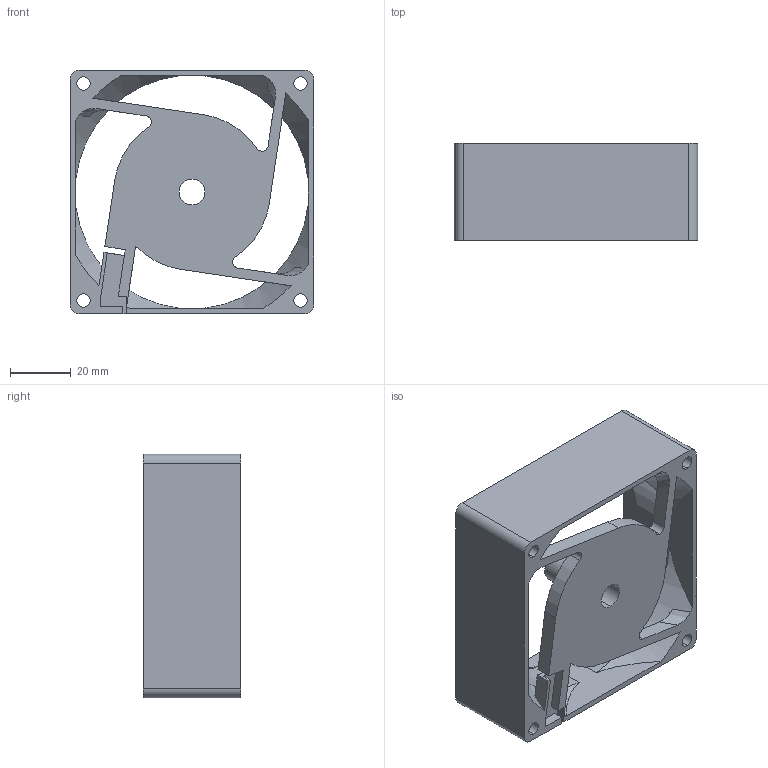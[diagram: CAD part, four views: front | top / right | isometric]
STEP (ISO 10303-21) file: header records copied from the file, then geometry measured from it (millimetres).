
FILE_DESCRIPTION (( 'STEP AP203' ), '1' );
FILE_NAME ('OD8032.stp', '2020-07-20T16:03:11', ( '' ), ( '' ), 'SwSTEP 2.0', 'SolidWorks 2018', '' );
FILE_SCHEMA (( 'CONFIG_CONTROL_DESIGN' ));
Length unit declared in the file: millimetre
Products named in the file (1): OD8032
Bounding box: 80.2 x 32 x 80.2 mm (x, y, z)
Volume: 54862.4 mm3; surface area: 30853.5 mm2
Topology: 1 solids, 1 shells, 83 faces, 248 edges, 164 vertices
Faces by surface type: plane 38, cylinder 32, cone 10, bspline 3
Entity records: 3809 total; most frequent: CARTESIAN_POINT 1488, ORIENTED_EDGE 496, DIRECTION 443, EDGE_CURVE 248, VERTEX_POINT 164, AXIS2_PLACEMENT_3D 161, VECTOR 121, LINE 121
